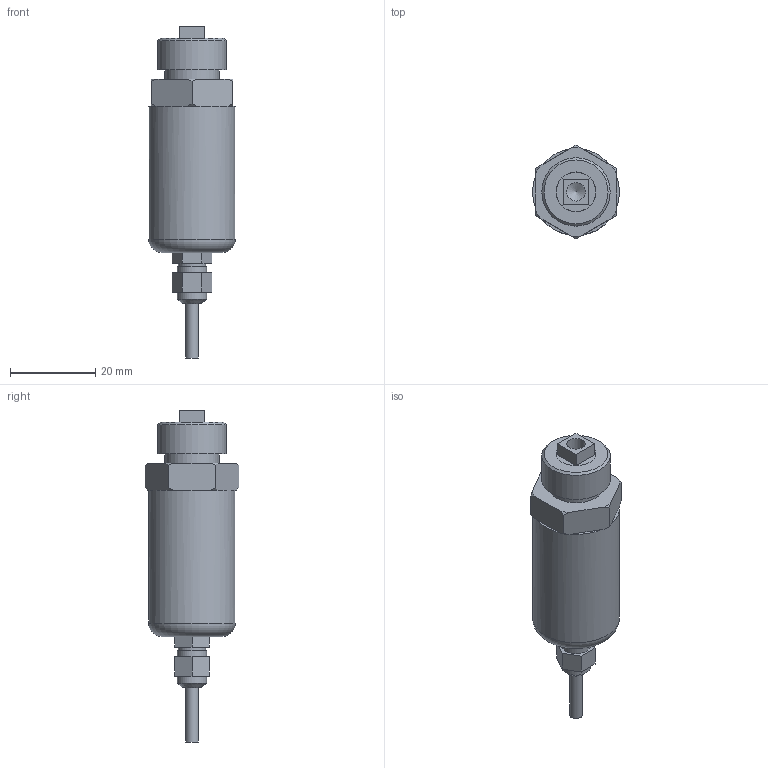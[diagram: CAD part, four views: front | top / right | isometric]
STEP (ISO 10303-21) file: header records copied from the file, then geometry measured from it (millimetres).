
FILE_DESCRIPTION((''),'2;1');
FILE_NAME('LPM200.stp','2010-11-30T16:14:30',('thomasl'),(''),'Autodesk Inventor 2008','Autodesk Inventor 2008','');
FILE_SCHEMA(('AUTOMOTIVE_DESIGN { 1 0 10303 214 1 1 1 1 }'));
Length unit declared in the file: inch
Products named in the file (4): LPM200 (LevelofDetail1); ~~~~~PART1; D533; D533A
Assembly tree (3 placements, depth 3):
  LPM200 (LevelofDetail1)
    ~~~~~PART1
      D533
      D533A
Bounding box: 20.32 x 21.94 x 77.75 mm (x, y, z)
Volume: 14353.1 mm3; surface area: 5944.1 mm2
Topology: 2 solids, 2 shells, 86 faces, 186 edges, 119 vertices
Faces by surface type: plane 53, cylinder 16, cone 16, torus 1
Full cylindrical faces by diameter (mm): 2.845 x1, 3.023 x1, 3.048 x1, 4.216 x1, 4.334 x1, 4.775 x1, 5.969 x1, 6.408 x1, 6.825 x2, 9.246 x1, 9.347 x1, 12.7 x1, 16.002 x1, 16.84 x1, 20.32 x1
Entity records: 2270 total; most frequent: CARTESIAN_POINT 415, DIRECTION 380, ORIENTED_EDGE 320, EDGE_CURVE 160, AXIS2_PLACEMENT_3D 151, EDGE_LOOP 122, VERTEX_POINT 114, FACE_OUTER_BOUND 86
